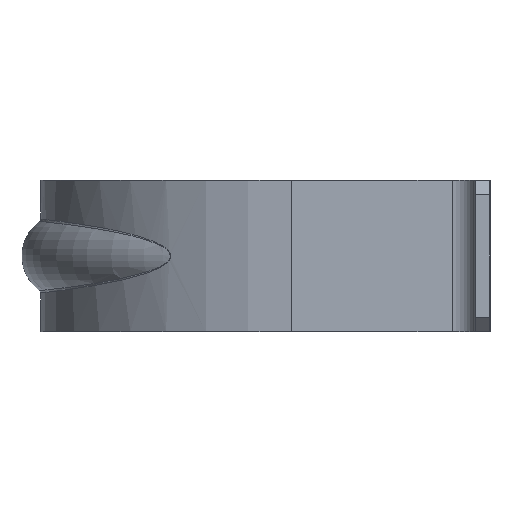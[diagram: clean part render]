
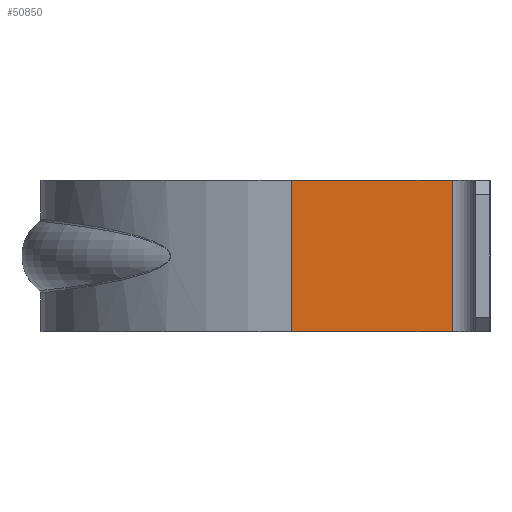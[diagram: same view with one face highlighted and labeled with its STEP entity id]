
A CAD part, left-side view. The second image highlights one B-rep face of the part: STEP entity #50850.
In plain terms, the highlighted planar face has unit normal (-1, 0, 0).
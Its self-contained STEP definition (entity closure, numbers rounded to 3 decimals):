
#42780=CARTESIAN_POINT('',(-26.5,-25.,16.));
#42790=VERTEX_POINT('',#42780);
#42880=CARTESIAN_POINT('',(-26.5,-25.,0.));
#42890=VERTEX_POINT('',#42880);
#42920=CARTESIAN_POINT('',(-26.5,-25.,0.));
#42930=DIRECTION('',(0.,0.,1.));
#42940=VECTOR('',#42930,1.);
#42950=LINE('',#42920,#42940);
#42960=EDGE_CURVE('',#42890,#42790,#42950,.T.);
#43490=CARTESIAN_POINT('',(-26.5,0.,16.));
#43500=DIRECTION('',(0.,1.,0.));
#43510=VECTOR('',#43500,1.);
#43520=LINE('',#43490,#43510);
#43530=CARTESIAN_POINT('',(-26.5,-8.,16.));
#43540=VERTEX_POINT('',#43530);
#43550=EDGE_CURVE('',#42790,#43540,#43520,.T.);
#50170=CARTESIAN_POINT('',(-26.5,-8.,0.));
#50180=VERTEX_POINT('',#50170);
#50210=CARTESIAN_POINT('',(-26.5,0.,0.));
#50220=DIRECTION('',(0.,1.,0.));
#50230=VECTOR('',#50220,1.);
#50240=LINE('',#50210,#50230);
#50250=EDGE_CURVE('',#42890,#50180,#50240,.T.);
#50690=CARTESIAN_POINT('',(-26.5,-4.,8.));
#50700=DIRECTION('',(-1.,0.,0.));
#50710=DIRECTION('',(0.,0.,1.));
#50720=AXIS2_PLACEMENT_3D('',#50690,#50700,#50710);
#50730=PLANE('',#50720);
#50740=CARTESIAN_POINT('',(-26.5,-8.,-0.504));
#50750=DIRECTION('',(0.,0.,1.));
#50760=VECTOR('',#50750,1.);
#50770=LINE('',#50740,#50760);
#50780=EDGE_CURVE('',#50180,#43540,#50770,.T.);
#50790=ORIENTED_EDGE('',*,*,#50780,.F.);
#50800=ORIENTED_EDGE('',*,*,#43550,.T.);
#50810=ORIENTED_EDGE('',*,*,#42960,.T.);
#50820=ORIENTED_EDGE('',*,*,#50250,.F.);
#50830=EDGE_LOOP('',(#50820,#50810,#50800,#50790));
#50840=FACE_OUTER_BOUND('',#50830,.T.);
#50850=ADVANCED_FACE('',(#50840),#50730,.T.);
